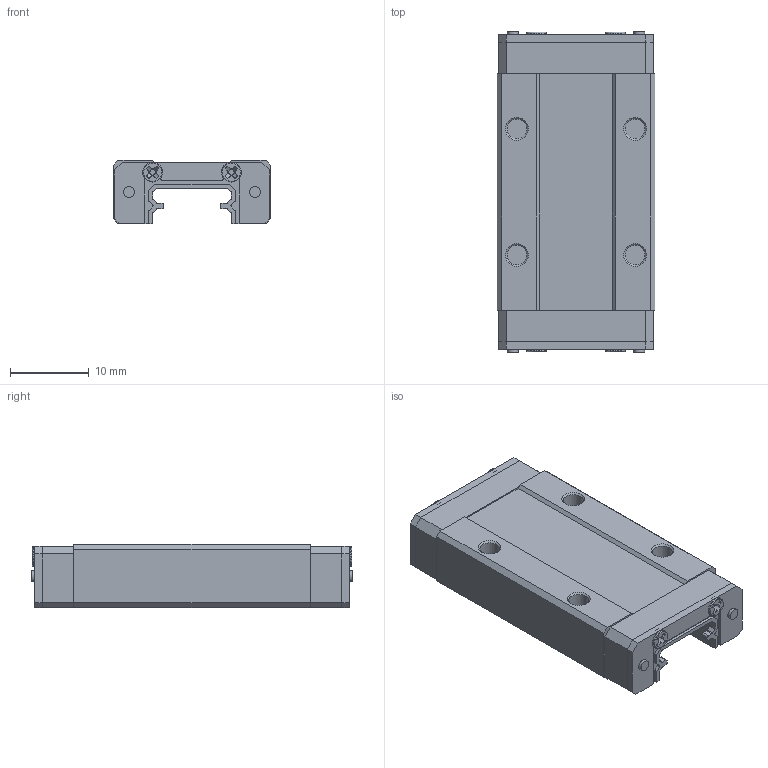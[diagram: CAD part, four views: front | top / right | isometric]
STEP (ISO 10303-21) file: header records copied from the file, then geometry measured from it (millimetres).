
FILE_DESCRIPTION(('FreeCAD Model'),'2;1');
FILE_NAME('Open CASCADE Shape Model','2023-01-11T22:26:39',(''),(''), 'Open CASCADE STEP processor 7.6','FreeCAD','Unknown');
FILE_SCHEMA(('AUTOMOTIVE_DESIGN { 1 0 10303 214 1 1 1 1 }'));
Length unit declared in the file: millimetre
Products named in the file (10): mgn9h1; Screw; Screw (Mirror #3); Screw (Mirror #5); Screw (Mirror #4); EndSeal; EndSeal (Mirror #2); EndCap; EndCap (Mirror #1); Body
Assembly tree (9 placements, depth 2):
  mgn9h1
    Screw
    Screw (Mirror #3)
    Screw (Mirror #5)
    Screw (Mirror #4)
    EndSeal
    EndSeal (Mirror #2)
    EndCap
    EndCap (Mirror #1)
    Body
Bounding box: 20 x 40.7 x 8 mm (x, y, z)
Volume: 4279.2 mm3; surface area: 3830.6 mm2
Topology: 9 solids, 9 shells, 322 faces, 868 edges, 576 vertices
Faces by surface type: plane 186, cylinder 124, cone 8, torus 4
Full cylindrical faces by diameter (mm): 1.4 x4, 2.5 x8
Entity records: 22987 total; most frequent: CARTESIAN_POINT 5374, DIRECTION 3324, LINE 1974, VECTOR 1974, ORIENTED_EDGE 1736, PCURVE 1736, DEFINITIONAL_REPRESENTATION 1736, EDGE_CURVE 868
